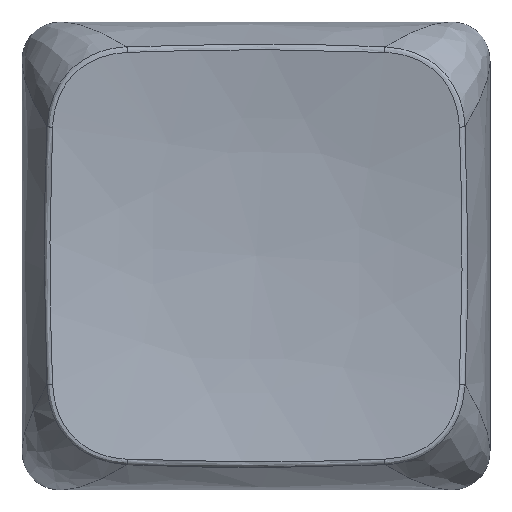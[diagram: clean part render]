
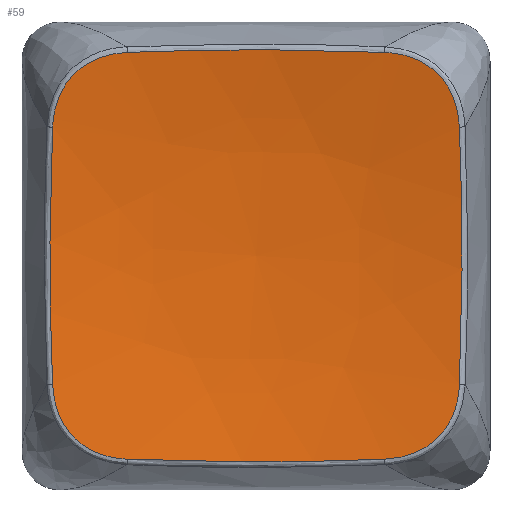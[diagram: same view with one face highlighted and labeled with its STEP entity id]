
A CAD part, top view. The second image highlights one B-rep face of the part: STEP entity #59.
In plain terms, the highlighted free-form (B-spline) face has degree [2, 2] with [3, 3] control points.
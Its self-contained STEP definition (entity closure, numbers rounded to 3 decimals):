
#59=ADVANCED_FACE('',(#185),#1921,.T.);
#185=FACE_OUTER_BOUND('',#315,.T.);
#315=EDGE_LOOP('',(#610,#611,#612,#613,#614,#615,#616,#617));
#610=ORIENTED_EDGE('',*,*,#1136,.T.);
#611=ORIENTED_EDGE('',*,*,#1135,.T.);
#612=ORIENTED_EDGE('',*,*,#1134,.T.);
#613=ORIENTED_EDGE('',*,*,#1133,.T.);
#614=ORIENTED_EDGE('',*,*,#1132,.T.);
#615=ORIENTED_EDGE('',*,*,#1131,.T.);
#616=ORIENTED_EDGE('',*,*,#1130,.T.);
#617=ORIENTED_EDGE('',*,*,#1129,.T.);
#1129=EDGE_CURVE('',#1743,#1744,#1458,.T.);
#1130=EDGE_CURVE('',#1745,#1743,#1459,.T.);
#1131=EDGE_CURVE('',#1746,#1745,#1460,.T.);
#1132=EDGE_CURVE('',#1747,#1746,#1461,.T.);
#1133=EDGE_CURVE('',#1748,#1747,#1462,.T.);
#1134=EDGE_CURVE('',#1749,#1748,#1463,.T.);
#1135=EDGE_CURVE('',#1750,#1749,#1464,.T.);
#1136=EDGE_CURVE('',#1744,#1750,#1465,.T.);
#1458=B_SPLINE_CURVE_WITH_KNOTS('',3,(#4036,#4037,#4038,#4039),
 .UNSPECIFIED.,.F.,.F.,(4,4),(-0.99,0.),
 .UNSPECIFIED.);
#1459=B_SPLINE_CURVE_WITH_KNOTS('',3,(#4040,#4041,#4042,#4043,#4044,#4045),
 .UNSPECIFIED.,.F.,.F.,(4,1,1,4),(-4.639,-2.651,-1.325,
0.),.UNSPECIFIED.);
#1460=B_SPLINE_CURVE_WITH_KNOTS('',3,(#4046,#4047,#4048,#4049),
 .UNSPECIFIED.,.F.,.F.,(4,4),(-0.99,0.),
 .UNSPECIFIED.);
#1461=B_SPLINE_CURVE_WITH_KNOTS('',3,(#4050,#4051,#4052,#4053,#4054,#4055),
 .UNSPECIFIED.,.F.,.F.,(4,1,1,4),(-4.639,-3.314,-1.988,
0.),.UNSPECIFIED.);
#1462=B_SPLINE_CURVE_WITH_KNOTS('',3,(#4056,#4057,#4058,#4059),
 .UNSPECIFIED.,.F.,.F.,(4,4),(-0.99,0.),
 .UNSPECIFIED.);
#1463=B_SPLINE_CURVE_WITH_KNOTS('',3,(#4060,#4061,#4062,#4063,#4064,#4065),
 .UNSPECIFIED.,.F.,.F.,(4,1,1,4),(-4.639,-3.314,-1.988,
0.),.UNSPECIFIED.);
#1464=B_SPLINE_CURVE_WITH_KNOTS('',3,(#4066,#4067,#4068,#4069),
 .UNSPECIFIED.,.F.,.F.,(4,4),(-0.99,0.),
 .UNSPECIFIED.);
#1465=B_SPLINE_CURVE_WITH_KNOTS('',3,(#4070,#4071,#4072,#4073,#4074,#4075),
 .UNSPECIFIED.,.F.,.F.,(4,1,1,4),(-4.639,-3.314,-1.988,
0.),.UNSPECIFIED.);
#1743=VERTEX_POINT('',#3309);
#1744=VERTEX_POINT('',#3310);
#1745=VERTEX_POINT('',#3311);
#1746=VERTEX_POINT('',#3312);
#1747=VERTEX_POINT('',#3313);
#1748=VERTEX_POINT('',#3314);
#1749=VERTEX_POINT('',#3315);
#1750=VERTEX_POINT('',#3316);
#1921=(
BOUNDED_SURFACE()
B_SPLINE_SURFACE(2,2,((#2841,#2842,#2843),(#2844,#2845,#2846),(#2847,#2848,
#2849)),.UNSPECIFIED.,.F.,.F.,.F.)
B_SPLINE_SURFACE_WITH_KNOTS((3,3),(3,3),(70.467,86.612),
(227.547,243.692),.UNSPECIFIED.)
GEOMETRIC_REPRESENTATION_ITEM()
RATIONAL_B_SPLINE_SURFACE(((1.,0.987,1.),(0.987,
0.974,0.987),(1.,0.987,1.)))
REPRESENTATION_ITEM('')
SURFACE()
);
#2841=CARTESIAN_POINT('',(-7.933,8.037,8.092));
#2842=CARTESIAN_POINT('',(0.,8.037,6.8));
#2843=CARTESIAN_POINT('',(7.933,8.037,8.092));
#2844=CARTESIAN_POINT('',(-8.143,0.,6.8));
#2845=CARTESIAN_POINT('',(0.,0.,5.474));
#2846=CARTESIAN_POINT('',(8.143,0.,6.8));
#2847=CARTESIAN_POINT('',(-7.933,-8.037,8.092));
#2848=CARTESIAN_POINT('',(0.,-8.037,6.8));
#2849=CARTESIAN_POINT('',(7.933,-8.037,8.092));
#3309=CARTESIAN_POINT('',(7.78,-4.92,7.655));
#3310=CARTESIAN_POINT('',(7.78,4.92,7.655));
#3311=CARTESIAN_POINT('',(4.92,-7.78,7.655));
#3312=CARTESIAN_POINT('',(-4.92,-7.78,7.655));
#3313=CARTESIAN_POINT('',(-7.78,-4.92,7.655));
#3314=CARTESIAN_POINT('',(-7.78,4.92,7.655));
#3315=CARTESIAN_POINT('',(-4.92,7.78,7.655));
#3316=CARTESIAN_POINT('',(4.92,7.78,7.655));
#4036=CARTESIAN_POINT('',(7.78,-4.92,7.655));
#4037=CARTESIAN_POINT('',(7.915,-1.652,7.349));
#4038=CARTESIAN_POINT('',(7.915,1.652,7.349));
#4039=CARTESIAN_POINT('',(7.78,4.92,7.655));
#4040=CARTESIAN_POINT('',(4.92,-7.78,7.655));
#4041=CARTESIAN_POINT('',(5.561,-7.753,7.715));
#4042=CARTESIAN_POINT('',(6.648,-7.436,7.796));
#4043=CARTESIAN_POINT('',(7.597,-6.203,7.765));
#4044=CARTESIAN_POINT('',(7.762,-5.347,7.695));
#4045=CARTESIAN_POINT('',(7.78,-4.92,7.655));
#4046=CARTESIAN_POINT('',(-4.92,-7.78,7.655));
#4047=CARTESIAN_POINT('',(-1.652,-7.915,7.349));
#4048=CARTESIAN_POINT('',(1.652,-7.915,7.349));
#4049=CARTESIAN_POINT('',(4.92,-7.78,7.655));
#4050=CARTESIAN_POINT('',(-7.78,-4.92,7.655));
#4051=CARTESIAN_POINT('',(-7.762,-5.347,7.695));
#4052=CARTESIAN_POINT('',(-7.597,-6.203,7.765));
#4053=CARTESIAN_POINT('',(-6.648,-7.436,7.796));
#4054=CARTESIAN_POINT('',(-5.561,-7.753,7.715));
#4055=CARTESIAN_POINT('',(-4.92,-7.78,7.655));
#4056=CARTESIAN_POINT('',(-7.78,4.92,7.655));
#4057=CARTESIAN_POINT('',(-7.915,1.652,7.349));
#4058=CARTESIAN_POINT('',(-7.915,-1.652,7.349));
#4059=CARTESIAN_POINT('',(-7.78,-4.92,7.655));
#4060=CARTESIAN_POINT('',(-4.92,7.78,7.655));
#4061=CARTESIAN_POINT('',(-5.347,7.762,7.695));
#4062=CARTESIAN_POINT('',(-6.203,7.597,7.765));
#4063=CARTESIAN_POINT('',(-7.436,6.648,7.796));
#4064=CARTESIAN_POINT('',(-7.753,5.561,7.715));
#4065=CARTESIAN_POINT('',(-7.78,4.92,7.655));
#4066=CARTESIAN_POINT('',(4.92,7.78,7.655));
#4067=CARTESIAN_POINT('',(1.652,7.915,7.349));
#4068=CARTESIAN_POINT('',(-1.652,7.915,7.349));
#4069=CARTESIAN_POINT('',(-4.92,7.78,7.655));
#4070=CARTESIAN_POINT('',(7.78,4.92,7.655));
#4071=CARTESIAN_POINT('',(7.762,5.347,7.695));
#4072=CARTESIAN_POINT('',(7.597,6.203,7.765));
#4073=CARTESIAN_POINT('',(6.648,7.436,7.796));
#4074=CARTESIAN_POINT('',(5.561,7.753,7.715));
#4075=CARTESIAN_POINT('',(4.92,7.78,7.655));
